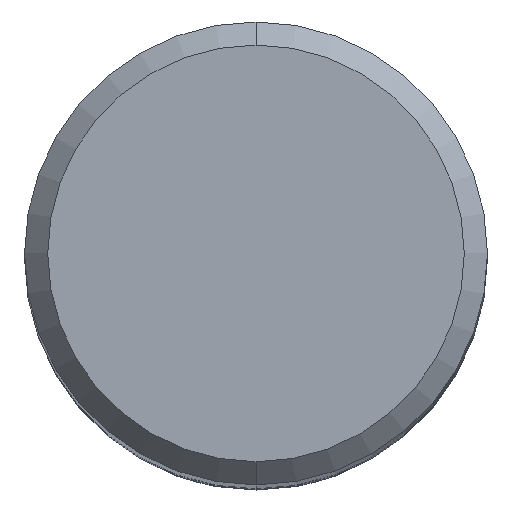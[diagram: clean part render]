
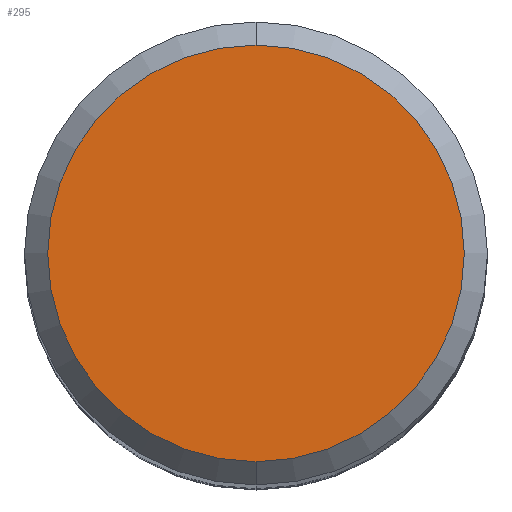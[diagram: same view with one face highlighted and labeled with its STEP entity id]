
A CAD part, top view. The second image highlights one B-rep face of the part: STEP entity #295.
In plain terms, the highlighted planar face has unit normal (0, 0, 1).
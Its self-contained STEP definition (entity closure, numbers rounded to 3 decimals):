
#223=EDGE_CURVE('',#273,#243,#530,.T.);
#243=VERTEX_POINT('',#553);
#273=VERTEX_POINT('',#587);
#295=ADVANCED_FACE('',(#610),#611,.T.);
#393=EDGE_CURVE('',#243,#273,#722,.T.);
#530=CIRCLE('',#932,3.6);
#553=CARTESIAN_POINT('',(0.,-3.6,0.0));
#587=CARTESIAN_POINT('',(0.0,3.6,0.0));
#610=FACE_OUTER_BOUND('',#1129,.T.);
#611=PLANE('',#1130);
#722=CIRCLE('',#1345,3.6);
#932=AXIS2_PLACEMENT_3D('',#1489,#1490,#1491);
#1129=EDGE_LOOP('',(#1584,#1585));
#1130=AXIS2_PLACEMENT_3D('',#1586,#1587,#1588);
#1345=AXIS2_PLACEMENT_3D('',#1716,#1717,#1718);
#1489=CARTESIAN_POINT('',(0.0,0.0,0.0));
#1490=DIRECTION('',(0.0,0.0,-1.0));
#1491=DIRECTION('',(0.0,1.0,0.0));
#1584=ORIENTED_EDGE('',*,*,#223,.F.);
#1585=ORIENTED_EDGE('',*,*,#393,.F.);
#1586=CARTESIAN_POINT('',(0.0,1.8,0.0));
#1587=DIRECTION('',(-0.0,0.0,1.0));
#1588=DIRECTION('',(0.0,-1.0,0.0));
#1716=CARTESIAN_POINT('',(0.0,0.0,0.0));
#1717=DIRECTION('',(0.0,0.0,-1.0));
#1718=DIRECTION('',(0.0,1.0,0.0));
